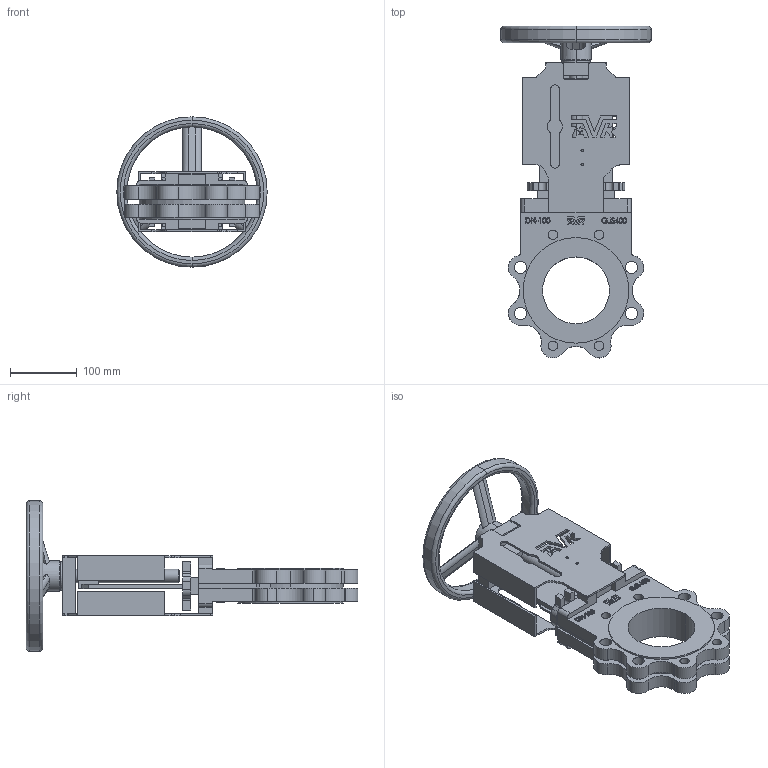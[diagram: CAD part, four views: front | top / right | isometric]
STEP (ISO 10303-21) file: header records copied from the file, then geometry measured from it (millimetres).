
FILE_DESCRIPTION (( 'STEP AP203' ), '1' );
FILE_NAME ('70210010034.STEP', '2017-04-12T06:12:04', ( '' ), ( '' ), 'SwSTEP 2.0', 'SolidWorks 2016', '' );
FILE_SCHEMA (( 'CONFIG_CONTROL_DESIGN' ));
Length unit declared in the file: millimetre
Products named in the file (1): 70210010034
Bounding box: 225 x 496.61 x 225 mm (x, y, z)
Volume: 2431992.8 mm3; surface area: 442669.6 mm2
Topology: 1 solids, 1 shells, 1064 faces, 3001 edges, 1986 vertices
Faces by surface type: plane 497, cylinder 397, bspline 156, torus 12, cone 2
Entity records: 44883 total; most frequent: CARTESIAN_POINT 17551, ORIENTED_EDGE 5986, DIRECTION 5270, EDGE_CURVE 2993, VERTEX_POINT 1985, LINE 1834, VECTOR 1834, AXIS2_PLACEMENT_3D 1718
